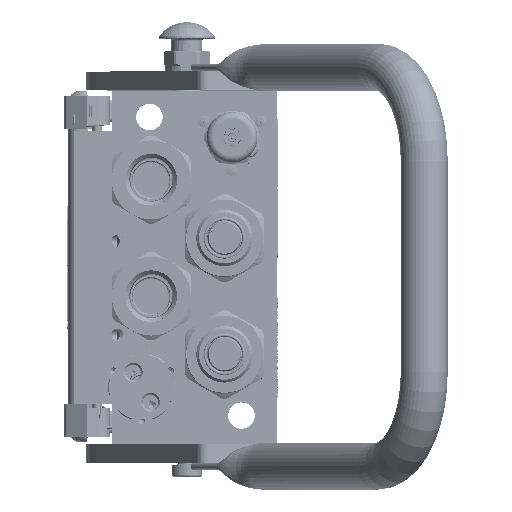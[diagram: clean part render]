
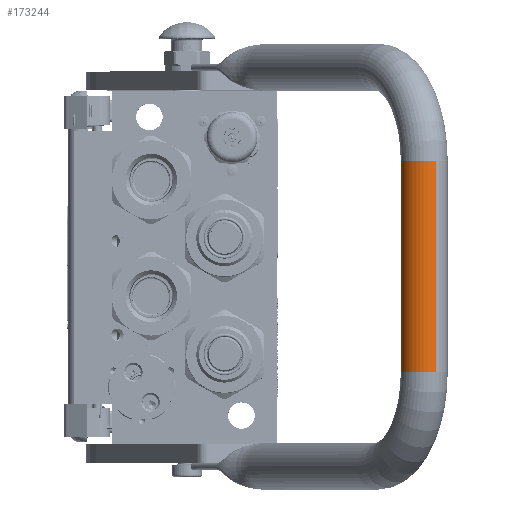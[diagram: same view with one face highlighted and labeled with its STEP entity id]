
A CAD part, top view. The second image highlights one B-rep face of the part: STEP entity #173244.
In plain terms, the highlighted cylindrical face has radius 12.5 mm (diameter 25 mm), a partial arc.
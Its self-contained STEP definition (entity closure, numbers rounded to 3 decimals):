
#3794 = EDGE_CURVE ( 'NONE', #82788, #73907, #78235, .T. ) ;
#3807 = CARTESIAN_POINT ( 'NONE',  ( -56.25, 0., 167.5 ) ) ;
#26255 = DIRECTION ( 'NONE',  ( 0., 0., 1. ) ) ;
#27008 = CARTESIAN_POINT ( 'NONE',  ( -56.25, 0., 167.5 ) ) ;
#28804 = CIRCLE ( 'NONE', #120533, 12.5 ) ;
#29559 = CARTESIAN_POINT ( 'NONE',  ( -56.25, 0., 155. ) ) ;
#42294 = ORIENTED_EDGE ( 'NONE', *, *, #3794, .T. ) ;
#45917 = ORIENTED_EDGE ( 'NONE', *, *, #161928, .F. ) ;
#53855 = VERTEX_POINT ( 'NONE', #173736 ) ;
#56223 = CARTESIAN_POINT ( 'NONE',  ( -56.25, 0., 180. ) ) ;
#60141 = DIRECTION ( 'NONE',  ( 1., 0., 0. ) ) ;
#69640 = CYLINDRICAL_SURFACE ( 'NONE', #221863, 12.5 ) ;
#71517 = DIRECTION ( 'NONE',  ( -1., 0., 0. ) ) ;
#73907 = VERTEX_POINT ( 'NONE', #118220 ) ;
#75584 = EDGE_CURVE ( 'NONE', #53855, #82788, #28804, .T. ) ;
#78235 = LINE ( 'NONE', #29559, #210397 ) ;
#82788 = VERTEX_POINT ( 'NONE', #195050 ) ;
#107540 = FACE_OUTER_BOUND ( 'NONE', #201894, .T. ) ;
#107550 = LINE ( 'NONE', #56223, #126506 ) ;
#111665 = AXIS2_PLACEMENT_3D ( 'NONE', #217840, #134299, #201978 ) ;
#116674 = ORIENTED_EDGE ( 'NONE', *, *, #191764, .F. ) ;
#118220 = CARTESIAN_POINT ( 'NONE',  ( 56.25, 0., 155. ) ) ;
#120533 = AXIS2_PLACEMENT_3D ( 'NONE', #27008, #60141, #26255 ) ;
#126506 = VECTOR ( 'NONE', #214435, 1000. ) ;
#134299 = DIRECTION ( 'NONE',  ( 1., 0., 0. ) ) ;
#141710 = DIRECTION ( 'NONE',  ( 0., 0., -1. ) ) ;
#145157 = ORIENTED_EDGE ( 'NONE', *, *, #75584, .T. ) ;
#147069 = DIRECTION ( 'NONE',  ( 1., 0., 0. ) ) ;
#161928 = EDGE_CURVE ( 'NONE', #221415, #73907, #184565, .T. ) ;
#165507 = CARTESIAN_POINT ( 'NONE',  ( 56.25, 0., 180. ) ) ;
#173244 = ADVANCED_FACE ( 'NONE', ( #107540 ), #69640, .T. ) ;
#173736 = CARTESIAN_POINT ( 'NONE',  ( -56.25, 0., 180. ) ) ;
#184565 = CIRCLE ( 'NONE', #111665, 12.5 ) ;
#191764 = EDGE_CURVE ( 'NONE', #53855, #221415, #107550, .T. ) ;
#195050 = CARTESIAN_POINT ( 'NONE',  ( -56.25, 0., 155. ) ) ;
#201894 = EDGE_LOOP ( 'NONE', ( #42294, #45917, #116674, #145157 ) ) ;
#201978 = DIRECTION ( 'NONE',  ( 0., 0., 1. ) ) ;
#210397 = VECTOR ( 'NONE', #147069, 1000. ) ;
#214435 = DIRECTION ( 'NONE',  ( 1., 0., 0. ) ) ;
#217840 = CARTESIAN_POINT ( 'NONE',  ( 56.25, 0., 167.5 ) ) ;
#221415 = VERTEX_POINT ( 'NONE', #165507 ) ;
#221863 = AXIS2_PLACEMENT_3D ( 'NONE', #3807, #71517, #141710 ) ;
